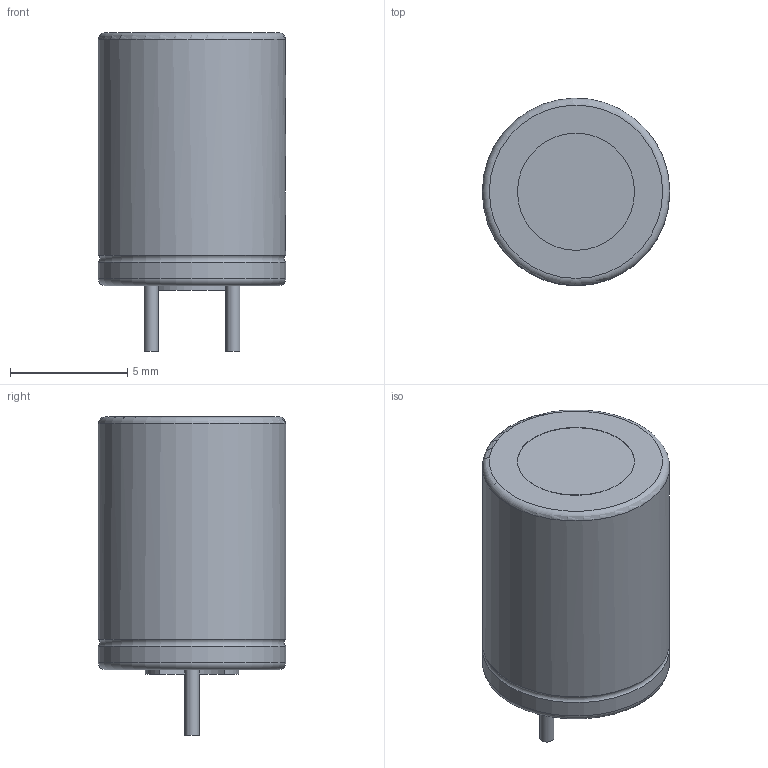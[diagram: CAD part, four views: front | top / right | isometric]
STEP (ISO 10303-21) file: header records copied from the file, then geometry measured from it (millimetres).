
FILE_DESCRIPTION(('FreeCAD Model'),'2;1');
FILE_NAME('Capacitor-Electrolytic-8x11.step','2018-04-24T14:31:38',('Author'),(''), 'Open CASCADE STEP processor 7.2','FreeCAD','Unknown');
FILE_SCHEMA(('AUTOMOTIVE_DESIGN { 1 0 10303 214 1 1 1 1 }'));
Length unit declared in the file: millimetre
Products named in the file (5): Clone_(Mirror_#1); Pad; Pad003; Cut; Pad001
Bounding box: 8 x 8 x 13.6 mm (x, y, z)
Volume: 544.7 mm3; surface area: 442.7 mm2
Topology: 5 solids, 5 shells, 46 faces, 97 edges, 63 vertices
Faces by surface type: plane 32, cylinder 11, torus 3
Full cylindrical faces by diameter (mm): 0.6 x2, 5 x3, 8 x2
Entity records: 1547 total; most frequent: DIRECTION 234, CARTESIAN_POINT 207, ORIENTED_EDGE 194, EDGE_CURVE 97, AXIS2_PLACEMENT_3D 90, VERTEX_POINT 63, LINE 54, VECTOR 54
